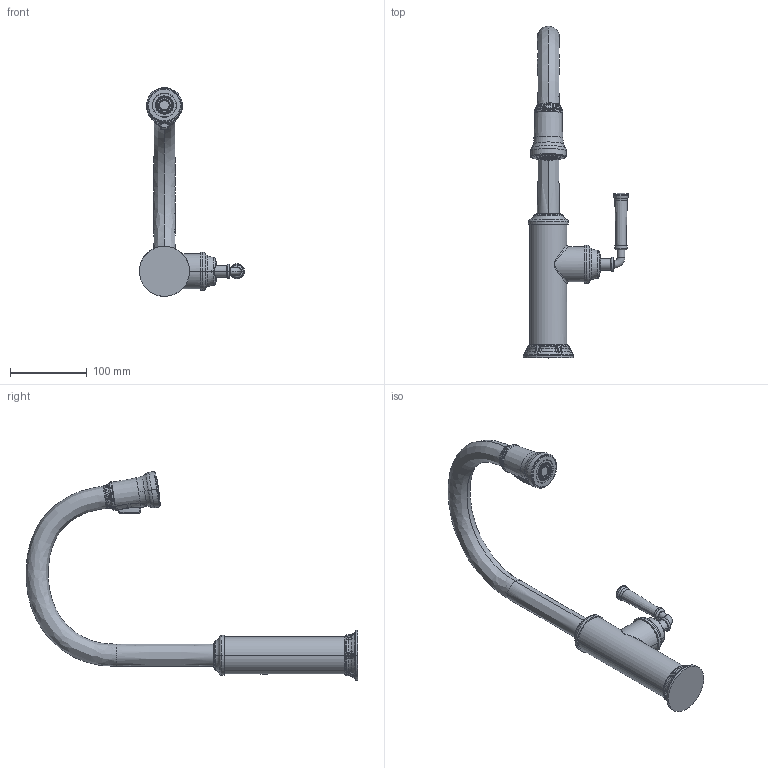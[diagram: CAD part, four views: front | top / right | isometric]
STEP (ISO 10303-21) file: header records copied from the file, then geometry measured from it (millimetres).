
FILE_DESCRIPTION((''),'2;1');
FILE_NAME('3210-5103','2021-04-09T11:29:31',('jinson.thomas'),(''),'CREO PARAMETRIC BY PTC INC, 2018400','CREO PARAMETRIC BY PTC INC, 2018400','');
FILE_SCHEMA(('CONFIG_CONTROL_DESIGN'));
Length unit declared in the file: inch
Products named in the file (1): 3210-5103
Bounding box: 137.15 x 432.66 x 272.11 mm (x, y, z)
Volume: 819227.2 mm3; surface area: 98498 mm2
Topology: 1 solids, 1 shells, 649 faces, 1428 edges, 824 vertices
Faces by surface type: bspline 267, torus 152, cone 91, plane 65, cylinder 55, sphere 17, revolution 2
Entity records: 33369 total; most frequent: CARTESIAN_POINT 20646, ORIENTED_EDGE 2824, DIRECTION 2446, EDGE_CURVE 1412, AXIS2_PLACEMENT_3D 1154, VERTEX_POINT 824, CIRCLE 774, EDGE_LOOP 708
